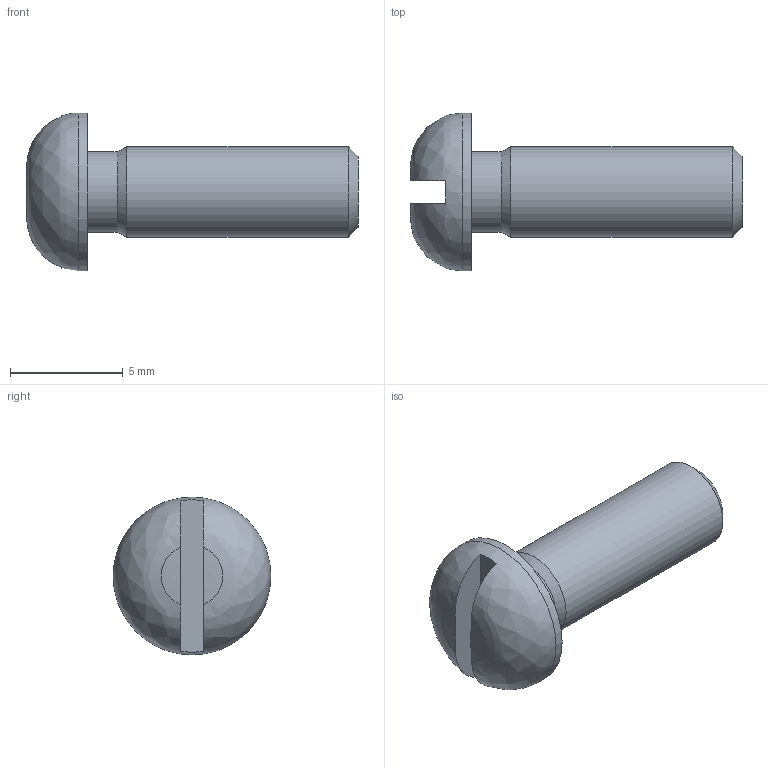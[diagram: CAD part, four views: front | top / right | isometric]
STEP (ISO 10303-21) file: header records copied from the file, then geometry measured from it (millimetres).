
FILE_DESCRIPTION(/* description */ ('Slotted Pan Head Screw'),/* implementation_level */ '2;1');
FILE_NAME(/* name */ 'CNS 9671 M4 x 12_ipt_3487f9f8.STEP',/* time_stamp */ '2022-06-02T14:50:18+03:00',/* author */ ('Sulieman DAHER'),/* organization */ (''),/* preprocessor_version */ 'ST-DEVELOPER v16.13',/* originating_system */ 'Autodesk Inventor 2018',/* authorisation */ '');
FILE_SCHEMA (('AUTOMOTIVE_DESIGN { 1 0 10303 214 3 1 1 }'));
Length unit declared in the file: millimetre
Products named in the file (1): CNS 9671 - M4 x 12
Bounding box: 14.72 x 7 x 7 mm (x, y, z)
Volume: 219.2 mm3; surface area: 276.2 mm2
Topology: 1 solids, 1 shells, 13 faces, 27 edges, 17 vertices
Faces by surface type: plane 5, cone 3, cylinder 2, sphere 2, bspline 1
Full cylindrical faces by diameter (mm): 3.571 x1, 4 x1
Entity records: 415 total; most frequent: CARTESIAN_POINT 117, DIRECTION 58, ORIENTED_EDGE 44, AXIS2_PLACEMENT_3D 28, EDGE_CURVE 22, EDGE_LOOP 19, VERTEX_POINT 17, CIRCLE 15
